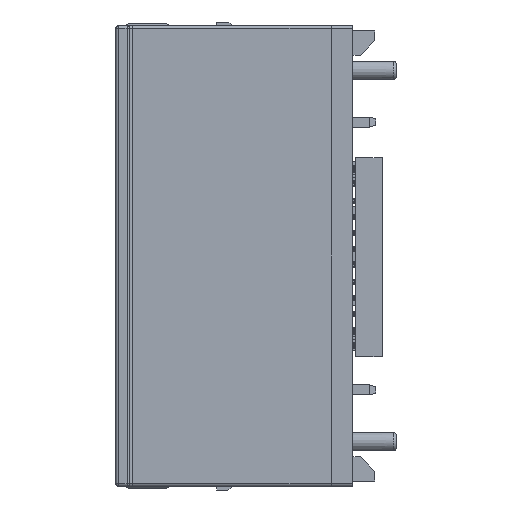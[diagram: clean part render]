
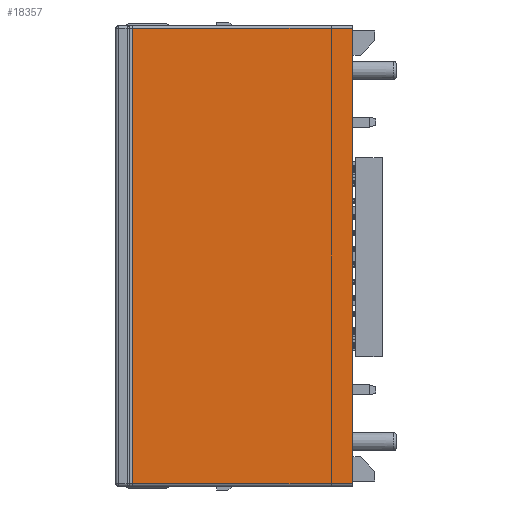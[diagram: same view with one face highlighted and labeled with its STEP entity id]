
A CAD part, front view. The second image highlights one B-rep face of the part: STEP entity #18357.
In plain terms, the highlighted planar face has unit normal (0, -1, 0).
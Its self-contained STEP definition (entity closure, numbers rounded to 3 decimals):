
#122=DIRECTION('',(0.,0.,-1.));
#123=VECTOR('',#122,35.7);
#124=CARTESIAN_POINT('',(-32.7,-9.7,43.6));
#125=LINE('',#124,#123);
#134=DIRECTION('',(1.,0.,0.));
#135=VECTOR('',#134,17.25);
#136=CARTESIAN_POINT('',(-32.7,-9.7,7.9));
#137=LINE('',#136,#135);
#171=DIRECTION('',(0.,0.,1.));
#172=VECTOR('',#171,35.7);
#173=CARTESIAN_POINT('',(-15.45,-9.7,7.9));
#174=LINE('',#173,#172);
#2262=DIRECTION('',(-1.,0.,0.));
#2263=VECTOR('',#2262,17.25);
#2264=CARTESIAN_POINT('',(-15.45,-9.7,43.6));
#2265=LINE('',#2264,#2263);
#13913=CARTESIAN_POINT('',(-32.7,-9.7,43.6));
#13914=CARTESIAN_POINT('',(-32.7,-9.7,7.9));
#13915=VERTEX_POINT('',#13913);
#13916=VERTEX_POINT('',#13914);
#13917=CARTESIAN_POINT('',(-15.45,-9.7,7.9));
#13918=VERTEX_POINT('',#13917);
#13919=CARTESIAN_POINT('',(-15.45,-9.7,43.6));
#13920=VERTEX_POINT('',#13919);
#18343=CARTESIAN_POINT('',(-34.,-9.7,7.7));
#18344=DIRECTION('',(0.,-1.,0.));
#18345=DIRECTION('',(0.,0.,1.));
#18346=AXIS2_PLACEMENT_3D('',#18343,#18344,#18345);
#18347=PLANE('',#18346);
#18349=ORIENTED_EDGE('',*,*,#18348,.F.);
#18350=ORIENTED_EDGE('',*,*,#18333,.F.);
#18352=ORIENTED_EDGE('',*,*,#18351,.F.);
#18354=ORIENTED_EDGE('',*,*,#18353,.F.);
#18355=EDGE_LOOP('',(#18349,#18350,#18352,#18354));
#18356=FACE_OUTER_BOUND('',#18355,.F.);
#18357=ADVANCED_FACE('',(#18356),#18347,.T.);
#18333=EDGE_CURVE('',#13915,#13916,#125,.T.);
#18348=EDGE_CURVE('',#13916,#13918,#137,.T.);
#18351=EDGE_CURVE('',#13920,#13915,#2265,.T.);
#18353=EDGE_CURVE('',#13918,#13920,#174,.T.);
